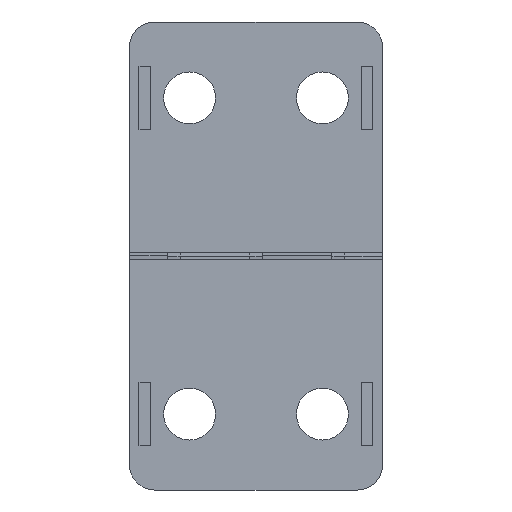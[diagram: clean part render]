
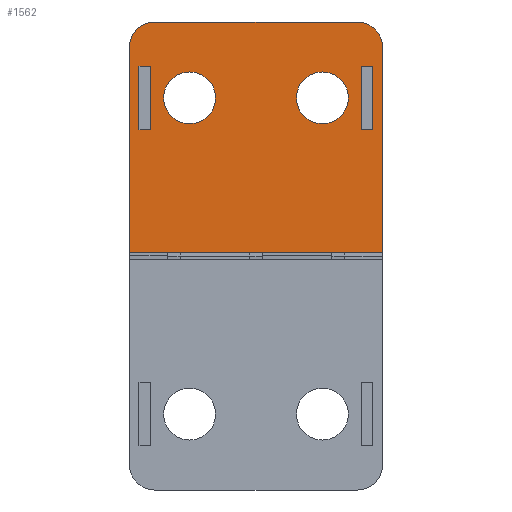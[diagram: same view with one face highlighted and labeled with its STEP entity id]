
A CAD part, left-side view. The second image highlights one B-rep face of the part: STEP entity #1562.
In plain terms, the highlighted planar face has unit normal (-1, 0, 0).
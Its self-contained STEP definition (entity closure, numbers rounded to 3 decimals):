
#449=DIRECTION('',(0.,0.,1.));
#450=VECTOR('',#449,32.4);
#451=CARTESIAN_POINT('',(0.,-20.,0.6));
#452=LINE('',#451,#450);
#504=CARTESIAN_POINT('',(0.,-16.,33.));
#505=DIRECTION('',(1.,0.,0.));
#506=DIRECTION('',(0.,0.,1.));
#507=AXIS2_PLACEMENT_3D('',#504,#505,#506);
#512=DIRECTION('',(0.,1.,0.));
#513=VECTOR('',#512,40.);
#514=CARTESIAN_POINT('',(0.,-20.,0.6));
#515=LINE('',#514,#513);
#519=CARTESIAN_POINT('',(0.,16.,33.));
#520=DIRECTION('',(1.,0.,0.));
#521=DIRECTION('',(0.,1.,0.));
#522=AXIS2_PLACEMENT_3D('',#519,#520,#521);
#527=CARTESIAN_POINT('',(0.,10.5,25.));
#528=DIRECTION('',(1.,0.,0.));
#529=DIRECTION('',(0.,0.,-1.));
#530=AXIS2_PLACEMENT_3D('',#527,#528,#529);
#535=CARTESIAN_POINT('',(0.,10.5,25.));
#536=DIRECTION('',(1.,0.,0.));
#537=DIRECTION('',(0.,0.,1.));
#538=AXIS2_PLACEMENT_3D('',#535,#536,#537);
#543=CARTESIAN_POINT('',(0.,-10.5,25.));
#544=DIRECTION('',(1.,0.,0.));
#545=DIRECTION('',(0.,0.,-1.));
#546=AXIS2_PLACEMENT_3D('',#543,#544,#545);
#551=CARTESIAN_POINT('',(0.,-10.5,25.));
#552=DIRECTION('',(1.,0.,0.));
#553=DIRECTION('',(0.,0.,1.));
#554=AXIS2_PLACEMENT_3D('',#551,#552,#553);
#559=DIRECTION('',(0.,0.,-1.));
#560=VECTOR('',#559,10.);
#561=CARTESIAN_POINT('',(0.,16.7,30.));
#562=LINE('',#561,#560);
#566=DIRECTION('',(0.,-1.,0.));
#567=VECTOR('',#566,1.8);
#568=CARTESIAN_POINT('',(0.,18.5,30.));
#569=LINE('',#568,#567);
#573=DIRECTION('',(0.,0.,1.));
#574=VECTOR('',#573,10.);
#575=CARTESIAN_POINT('',(0.,18.5,20.));
#576=LINE('',#575,#574);
#580=DIRECTION('',(0.,1.,0.));
#581=VECTOR('',#580,1.8);
#582=CARTESIAN_POINT('',(0.,16.7,20.));
#583=LINE('',#582,#581);
#587=DIRECTION('',(0.,-1.,0.));
#588=VECTOR('',#587,1.8);
#589=CARTESIAN_POINT('',(0.,-16.7,30.));
#590=LINE('',#589,#588);
#594=DIRECTION('',(0.,0.,1.));
#595=VECTOR('',#594,10.);
#596=CARTESIAN_POINT('',(0.,-16.7,20.));
#597=LINE('',#596,#595);
#601=DIRECTION('',(0.,1.,0.));
#602=VECTOR('',#601,1.8);
#603=CARTESIAN_POINT('',(0.,-18.5,20.));
#604=LINE('',#603,#602);
#608=DIRECTION('',(0.,0.,-1.));
#609=VECTOR('',#608,10.);
#610=CARTESIAN_POINT('',(0.,-18.5,30.));
#611=LINE('',#610,#609);
#793=DIRECTION('',(0.,0.,1.));
#794=VECTOR('',#793,32.4);
#795=CARTESIAN_POINT('',(0.,20.,0.6));
#796=LINE('',#795,#794);
#976=DIRECTION('',(0.,1.,0.));
#977=VECTOR('',#976,32.);
#978=CARTESIAN_POINT('',(0.,-16.,37.));
#979=LINE('',#978,#977);
#1304=CARTESIAN_POINT('',(0.,-20.,0.6));
#1306=VERTEX_POINT('',#1304);
#1307=CARTESIAN_POINT('',(0.,20.,0.6));
#1308=VERTEX_POINT('',#1307);
#1309=CARTESIAN_POINT('',(0.,-16.,37.));
#1311=VERTEX_POINT('',#1309);
#1313=CARTESIAN_POINT('',(0.,16.,37.));
#1315=VERTEX_POINT('',#1313);
#1317=CARTESIAN_POINT('',(0.,-20.,33.));
#1318=VERTEX_POINT('',#1317);
#1319=CARTESIAN_POINT('',(0.,20.,33.));
#1320=VERTEX_POINT('',#1319);
#1404=CARTESIAN_POINT('',(0.,10.5,20.9));
#1405=CARTESIAN_POINT('',(0.,10.5,29.1));
#1406=VERTEX_POINT('',#1404);
#1407=VERTEX_POINT('',#1405);
#1412=CARTESIAN_POINT('',(0.,-10.5,20.9));
#1413=CARTESIAN_POINT('',(0.,-10.5,29.1));
#1414=VERTEX_POINT('',#1412);
#1415=VERTEX_POINT('',#1413);
#1424=CARTESIAN_POINT('',(0.,16.7,30.));
#1425=CARTESIAN_POINT('',(0.,16.7,20.));
#1426=VERTEX_POINT('',#1424);
#1427=VERTEX_POINT('',#1425);
#1428=CARTESIAN_POINT('',(0.,18.5,20.));
#1429=VERTEX_POINT('',#1428);
#1430=CARTESIAN_POINT('',(0.,18.5,30.));
#1431=VERTEX_POINT('',#1430);
#1440=CARTESIAN_POINT('',(0.,-16.7,30.));
#1441=CARTESIAN_POINT('',(0.,-18.5,30.));
#1442=VERTEX_POINT('',#1440);
#1443=VERTEX_POINT('',#1441);
#1444=CARTESIAN_POINT('',(0.,-18.5,20.));
#1445=VERTEX_POINT('',#1444);
#1446=CARTESIAN_POINT('',(0.,-16.7,20.));
#1447=VERTEX_POINT('',#1446);
#1513=CARTESIAN_POINT('',(0.,-20.,0.6));
#1514=DIRECTION('',(-1.,0.,0.));
#1515=DIRECTION('',(0.,0.,1.));
#1516=AXIS2_PLACEMENT_3D('',#1513,#1514,#1515);
#1517=PLANE('',#1516);
#1518=ORIENTED_EDGE('',*,*,#1504,.T.);
#1519=ORIENTED_EDGE('',*,*,#1459,.F.);
#1521=ORIENTED_EDGE('',*,*,#1520,.T.);
#1523=ORIENTED_EDGE('',*,*,#1522,.T.);
#1525=ORIENTED_EDGE('',*,*,#1524,.T.);
#1527=ORIENTED_EDGE('',*,*,#1526,.F.);
#1528=EDGE_LOOP('',(#1518,#1519,#1521,#1523,#1525,#1527));
#1529=FACE_OUTER_BOUND('',#1528,.F.);
#1531=ORIENTED_EDGE('',*,*,#1530,.F.);
#1533=ORIENTED_EDGE('',*,*,#1532,.F.);
#1534=EDGE_LOOP('',(#1531,#1533));
#1535=FACE_BOUND('',#1534,.F.);
#1537=ORIENTED_EDGE('',*,*,#1536,.F.);
#1539=ORIENTED_EDGE('',*,*,#1538,.F.);
#1540=EDGE_LOOP('',(#1537,#1539));
#1541=FACE_BOUND('',#1540,.F.);
#1543=ORIENTED_EDGE('',*,*,#1542,.F.);
#1545=ORIENTED_EDGE('',*,*,#1544,.F.);
#1547=ORIENTED_EDGE('',*,*,#1546,.F.);
#1549=ORIENTED_EDGE('',*,*,#1548,.F.);
#1550=EDGE_LOOP('',(#1543,#1545,#1547,#1549));
#1551=FACE_BOUND('',#1550,.F.);
#1553=ORIENTED_EDGE('',*,*,#1552,.F.);
#1555=ORIENTED_EDGE('',*,*,#1554,.F.);
#1557=ORIENTED_EDGE('',*,*,#1556,.F.);
#1559=ORIENTED_EDGE('',*,*,#1558,.F.);
#1560=EDGE_LOOP('',(#1553,#1555,#1557,#1559));
#1561=FACE_BOUND('',#1560,.F.);
#508=CIRCLE('',#507,4.);
#523=CIRCLE('',#522,4.);
#531=CIRCLE('',#530,4.1);
#539=CIRCLE('',#538,4.1);
#547=CIRCLE('',#546,4.1);
#555=CIRCLE('',#554,4.1);
#1459=EDGE_CURVE('',#1306,#1318,#452,.T.);
#1504=EDGE_CURVE('',#1311,#1318,#508,.T.);
#1520=EDGE_CURVE('',#1306,#1308,#515,.T.);
#1522=EDGE_CURVE('',#1308,#1320,#796,.T.);
#1524=EDGE_CURVE('',#1320,#1315,#523,.T.);
#1526=EDGE_CURVE('',#1311,#1315,#979,.T.);
#1530=EDGE_CURVE('',#1406,#1407,#531,.T.);
#1532=EDGE_CURVE('',#1407,#1406,#539,.T.);
#1536=EDGE_CURVE('',#1414,#1415,#547,.T.);
#1538=EDGE_CURVE('',#1415,#1414,#555,.T.);
#1542=EDGE_CURVE('',#1426,#1427,#562,.T.);
#1544=EDGE_CURVE('',#1431,#1426,#569,.T.);
#1546=EDGE_CURVE('',#1429,#1431,#576,.T.);
#1548=EDGE_CURVE('',#1427,#1429,#583,.T.);
#1552=EDGE_CURVE('',#1442,#1443,#590,.T.);
#1554=EDGE_CURVE('',#1447,#1442,#597,.T.);
#1556=EDGE_CURVE('',#1445,#1447,#604,.T.);
#1558=EDGE_CURVE('',#1443,#1445,#611,.T.);
#1562=ADVANCED_FACE('',(#1529,#1535,#1541,#1551,#1561),#1517,.T.);
